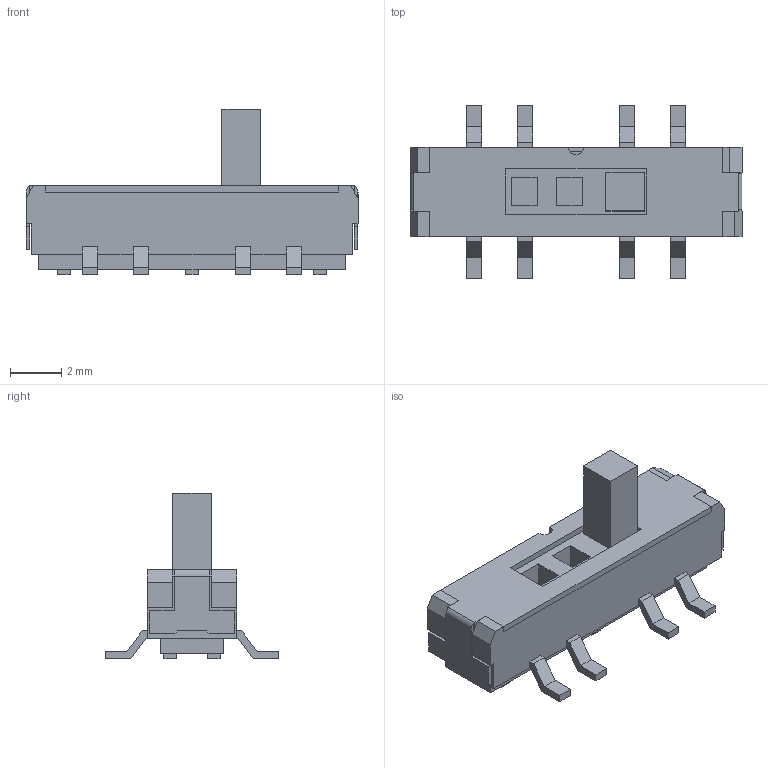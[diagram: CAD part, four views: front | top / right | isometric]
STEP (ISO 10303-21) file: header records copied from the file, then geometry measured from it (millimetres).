
FILE_DESCRIPTION (( 'STEP AP214' ), '1' );
FILE_NAME ('SW-SMD_8P-L13.0-W3.5-P2.00.step', '2022-07-26T14:53:26', ( '' ), ( '' ), 'SwSTEP 2.0', 'SolidWorks 2020', '' );
FILE_SCHEMA (( 'AUTOMOTIVE_DESIGN' ));
Length unit declared in the file: millimetre
Products named in the file (1): SW-SMD_8P-L13.0-W3.5-P2.00
Bounding box: 13 x 6.8 x 6.5 mm (x, y, z)
Volume: 142.3 mm3; surface area: 416.8 mm2
Topology: 37 solids, 37 shells, 621 faces, 1613 edges, 1070 vertices
Faces by surface type: plane 502, bspline 112, cylinder 7
Entity records: 26315 total; most frequent: CARTESIAN_POINT 5409, ORIENTED_EDGE 3226, DIRECTION 2419, EDGE_CURVE 1613, VECTOR 1371, LINE 1371, VERTEX_POINT 1070, EDGE_LOOP 647
